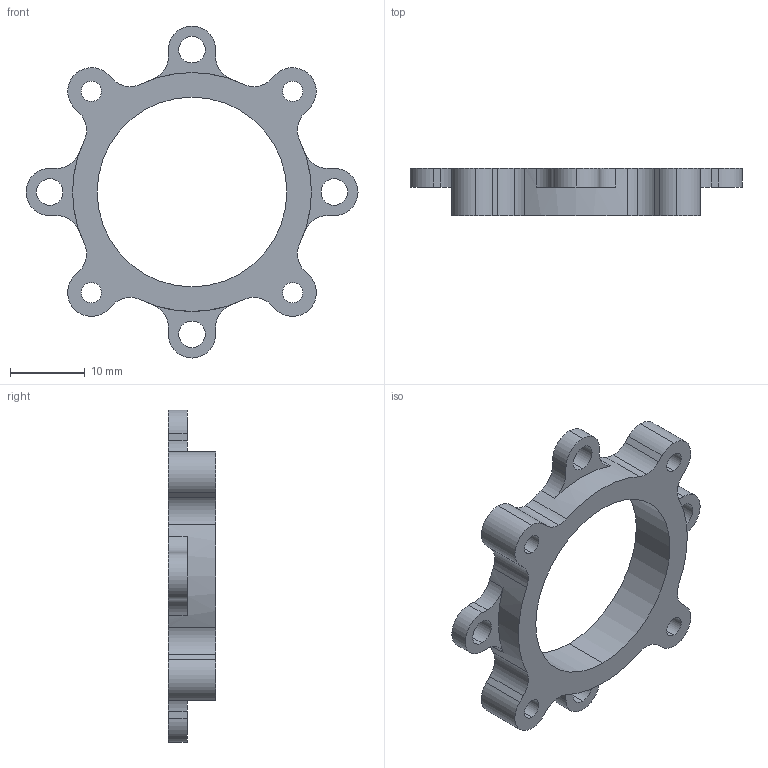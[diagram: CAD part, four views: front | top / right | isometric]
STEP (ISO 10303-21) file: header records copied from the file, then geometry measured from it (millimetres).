
FILE_DESCRIPTION (( 'STEP AP203' ), '1' );
FILE_NAME ('545500.STEP', '2014-07-11T16:49:29', ( 'Kyle' ), ( 'Microsoft' ), 'SwSTEP 2.0', 'SolidWorks 2014', '' );
FILE_SCHEMA (( 'CONFIG_CONTROL_DESIGN' ));
Length unit declared in the file: inch
Products named in the file (1): 545500
Bounding box: 44.45 x 6.35 x 44.45 mm (x, y, z)
Volume: 2992.5 mm3; surface area: 2868.8 mm2
Topology: 1 solids, 1 shells, 74 faces, 216 edges, 144 vertices
Faces by surface type: cylinder 52, plane 22
Entity records: 2627 total; most frequent: DIRECTION 478, CARTESIAN_POINT 435, ORIENTED_EDGE 432, EDGE_CURVE 216, AXIS2_PLACEMENT_3D 187, VERTEX_POINT 144, CIRCLE 112, VECTOR 104
